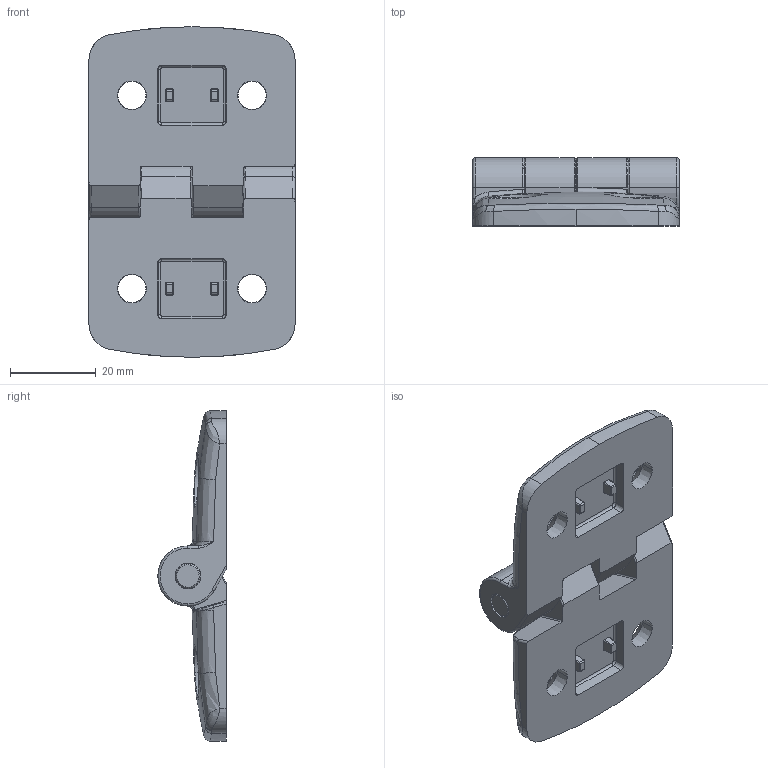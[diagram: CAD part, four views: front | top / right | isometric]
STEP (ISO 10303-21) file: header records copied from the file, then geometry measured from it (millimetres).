
FILE_DESCRIPTION (( 'STEP AP203' ), '1' );
FILE_NAME ('202535644_c_1.STEP', '2023-03-09T04:00:49', ( '' ), ( '' ), 'SwSTEP 2.0', 'SolidWorks 2014', '' );
FILE_SCHEMA (( 'CONFIG_CONTROL_DESIGN' ));
Length unit declared in the file: millimetre
Products named in the file (3): 095a40f_095A40F - 114345; 202535644_c_1; 095a-02e_Standard
Assembly tree (3 placements, depth 2):
  202535644_c_1
    095a40f_095A40F - 114345  x2
    095a-02e_Standard
Bounding box: 48 x 15.9 x 77 mm (x, y, z)
Volume: 24797.1 mm3; surface area: 12828.7 mm2
Topology: 3 solids, 3 shells, 477 faces, 1204 edges, 723 vertices
Faces by surface type: plane 208, cylinder 135, bspline 62, torus 44, cone 28
Entity records: 12258 total; most frequent: CARTESIAN_POINT 4121, ORIENTED_EDGE 1704, DIRECTION 1578, EDGE_CURVE 852, AXIS2_PLACEMENT_3D 592, VERTEX_POINT 519, LINE 394, VECTOR 394
